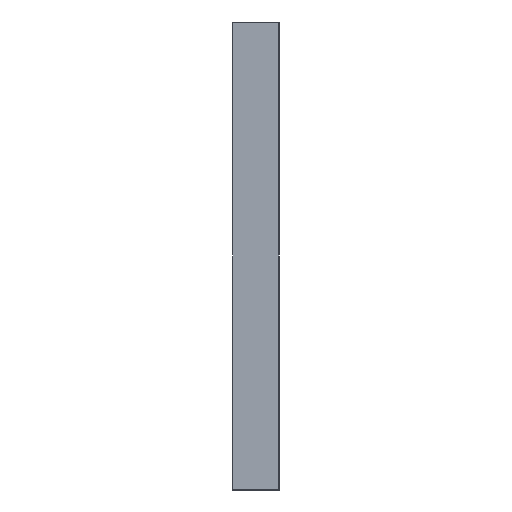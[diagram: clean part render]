
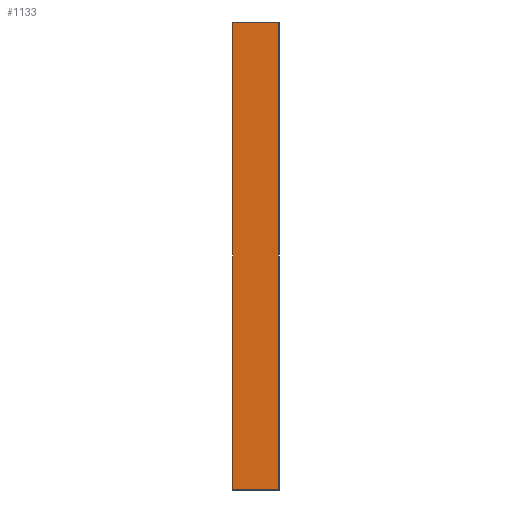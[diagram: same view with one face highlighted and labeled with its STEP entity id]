
A CAD part, front view. The second image highlights one B-rep face of the part: STEP entity #1133.
In plain terms, the highlighted planar face has unit normal (0, -1, 0).
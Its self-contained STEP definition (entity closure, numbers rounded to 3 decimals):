
#1133=ADVANCED_FACE('',(#3328),#3329,.T.);
#3328=FACE_OUTER_BOUND('',#6481,.T.);
#3329=PLANE('',#6482);
#6481=EDGE_LOOP('',(#13633,#13634,#13635,#13636));
#6482=AXIS2_PLACEMENT_3D('',#13637,#13638,#13639);
#13633=ORIENTED_EDGE('',*,*,#22016,.F.);
#13634=ORIENTED_EDGE('',*,*,#21886,.F.);
#13635=ORIENTED_EDGE('',*,*,#21920,.T.);
#13636=ORIENTED_EDGE('',*,*,#22077,.T.);
#13637=CARTESIAN_POINT('',(80.967,-291.558,0.0));
#13638=DIRECTION('',(0.,-1.0,0.));
#13639=DIRECTION('',(1.0,0.,0.));
#21886=EDGE_CURVE('',#26902,#26904,#26905,.T.);
#21920=EDGE_CURVE('',#26902,#26970,#26972,.T.);
#22016=EDGE_CURVE('',#26904,#27147,#27148,.T.);
#22077=EDGE_CURVE('',#26970,#27147,#27226,.T.);
#26902=VERTEX_POINT('',#34564);
#26904=VERTEX_POINT('',#34566);
#26905=LINE('',#34567,#34568);
#26970=VERTEX_POINT('',#34649);
#26972=LINE('',#34651,#34652);
#27147=VERTEX_POINT('',#34866);
#27148=LINE('',#34867,#34868);
#27226=LINE('',#34988,#34989);
#34564=CARTESIAN_POINT('',(80.967,-291.558,0.0));
#34566=CARTESIAN_POINT('',(80.967,-291.558,-1796.0));
#34567=CARTESIAN_POINT('',(80.967,-291.558,0.0));
#34568=VECTOR('',#42543,1000.0);
#34649=CARTESIAN_POINT('',(-93.523,-291.558,0.0));
#34651=CARTESIAN_POINT('',(80.967,-291.558,0.0));
#34652=VECTOR('',#42611,1000.0);
#34866=CARTESIAN_POINT('',(-93.523,-291.558,-1796.0));
#34867=CARTESIAN_POINT('',(80.967,-291.558,-1796.0));
#34868=VECTOR('',#42819,1000.0);
#34988=CARTESIAN_POINT('',(-93.523,-291.558,0.0));
#34989=VECTOR('',#42916,1000.0);
#42543=DIRECTION('',(0.,0.,-1.0));
#42611=DIRECTION('',(-1.0,0.,0.));
#42819=DIRECTION('',(-1.0,0.,0.));
#42916=DIRECTION('',(0.,0.,-1.0));
